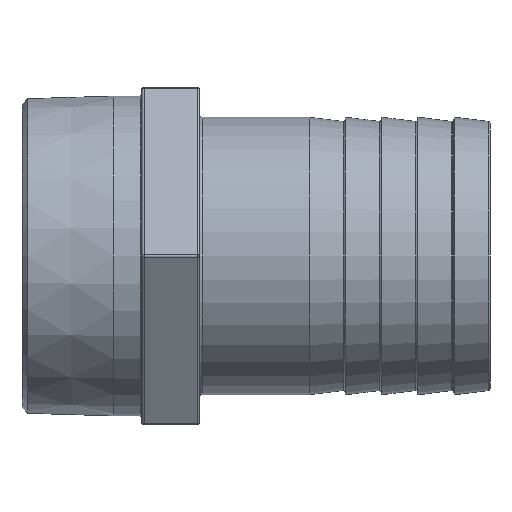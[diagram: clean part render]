
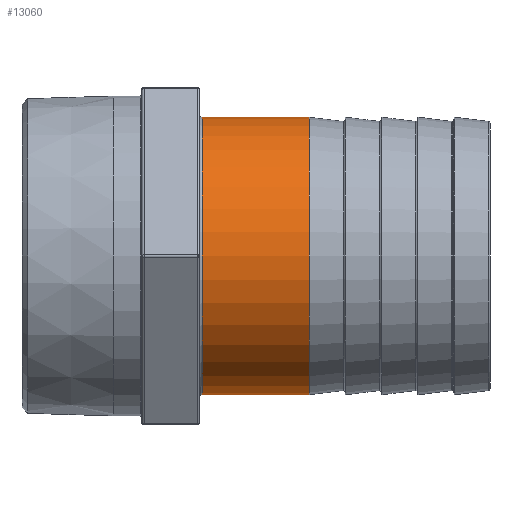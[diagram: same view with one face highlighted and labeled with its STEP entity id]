
A CAD part, front view. The second image highlights one B-rep face of the part: STEP entity #13060.
In plain terms, the highlighted cylindrical face has radius 38.25 mm (diameter 76.5 mm), a partial arc.
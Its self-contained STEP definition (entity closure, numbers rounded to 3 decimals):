
#483 = EDGE_CURVE ( 'NONE', #1951, #17265, #8531, .T. ) ;
#695 = VERTEX_POINT ( 'NONE', #1507 ) ;
#959 = EDGE_LOOP ( 'NONE', ( #15465, #13392, #10003, #7677 ) ) ;
#1507 = CARTESIAN_POINT ( 'NONE',  ( 53.898, 0., 38.25 ) ) ;
#1951 = VERTEX_POINT ( 'NONE', #8800 ) ;
#2381 = DIRECTION ( 'NONE',  ( -1., 0., 0. ) ) ;
#2736 = DIRECTION ( 'NONE',  ( -1., 0., 0. ) ) ;
#2963 = DIRECTION ( 'NONE',  ( 0., 0., 1. ) ) ;
#3137 = CARTESIAN_POINT ( 'NONE',  ( -15.272, 0., -38.25 ) ) ;
#3146 = EDGE_CURVE ( 'NONE', #14092, #695, #5477, .T. ) ;
#3488 = CARTESIAN_POINT ( 'NONE',  ( -15.272, 0., 38.25 ) ) ;
#3973 = AXIS2_PLACEMENT_3D ( 'NONE', #14710, #2736, #10729 ) ;
#4052 = CARTESIAN_POINT ( 'NONE',  ( 24.416, 0., -38.25 ) ) ;
#4334 = EDGE_CURVE ( 'NONE', #695, #1951, #10473, .T. ) ;
#4584 = EDGE_CURVE ( 'NONE', #14092, #17265, #11100, .T. ) ;
#4828 = DIRECTION ( 'NONE',  ( -1., 0., 0. ) ) ;
#5477 = CIRCLE ( 'NONE', #6982, 38.25 ) ;
#5939 = FACE_OUTER_BOUND ( 'NONE', #959, .T. ) ;
#6098 = DIRECTION ( 'NONE',  ( 0., 0., -1. ) ) ;
#6692 = AXIS2_PLACEMENT_3D ( 'NONE', #9569, #16350, #2963 ) ;
#6982 = AXIS2_PLACEMENT_3D ( 'NONE', #12680, #4828, #6098 ) ;
#7540 = VECTOR ( 'NONE', #9842, 1000. ) ;
#7677 = ORIENTED_EDGE ( 'NONE', *, *, #483, .T. ) ;
#8531 = CIRCLE ( 'NONE', #6692, 38.25 ) ;
#8800 = CARTESIAN_POINT ( 'NONE',  ( 24.416, 0., 38.25 ) ) ;
#9569 = CARTESIAN_POINT ( 'NONE',  ( 24.416, 0., 0. ) ) ;
#9819 = CARTESIAN_POINT ( 'NONE',  ( 53.898, 0., -38.25 ) ) ;
#9842 = DIRECTION ( 'NONE',  ( -1., 0., 0. ) ) ;
#10003 = ORIENTED_EDGE ( 'NONE', *, *, #4334, .T. ) ;
#10473 = LINE ( 'NONE', #3488, #14450 ) ;
#10729 = DIRECTION ( 'NONE',  ( 0., 0., 1. ) ) ;
#11100 = LINE ( 'NONE', #3137, #7540 ) ;
#12661 = CYLINDRICAL_SURFACE ( 'NONE', #3973, 38.25 ) ;
#12680 = CARTESIAN_POINT ( 'NONE',  ( 53.898, 0., 0. ) ) ;
#13060 = ADVANCED_FACE ( 'NONE', ( #5939 ), #12661, .T. ) ;
#13392 = ORIENTED_EDGE ( 'NONE', *, *, #3146, .T. ) ;
#14092 = VERTEX_POINT ( 'NONE', #9819 ) ;
#14450 = VECTOR ( 'NONE', #2381, 1000. ) ;
#14710 = CARTESIAN_POINT ( 'NONE',  ( -15.272, 0., 0. ) ) ;
#15465 = ORIENTED_EDGE ( 'NONE', *, *, #4584, .F. ) ;
#16350 = DIRECTION ( 'NONE',  ( 1., 0., 0. ) ) ;
#17265 = VERTEX_POINT ( 'NONE', #4052 ) ;
